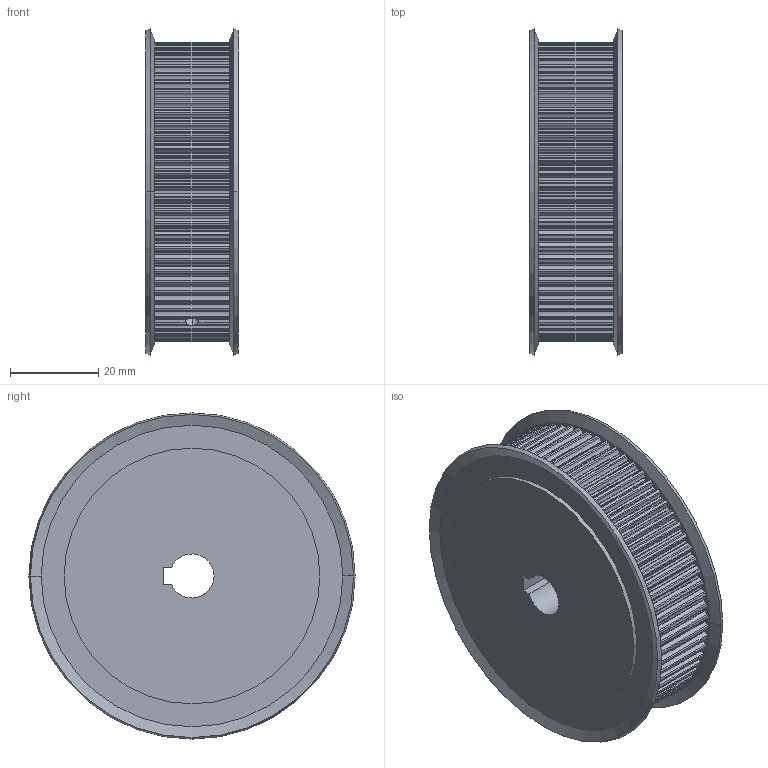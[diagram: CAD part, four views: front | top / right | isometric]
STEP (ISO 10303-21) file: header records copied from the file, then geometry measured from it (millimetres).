
FILE_DESCRIPTION( ( '' ), '1' );
FILE_NAME( 'htpa72s3m150_a_c10_2_03.stp', '2014-09-20T03:45:32', ( '' ), ( '' ), ' ', ' ', ' ' );
FILE_SCHEMA( ( 'CONFIG_CONTROL_DESIGN' ) );
Length unit declared in the file: millimetre
Products named in the file (3): 1; 2; 3
Bounding box: 21 x 74 x 74 mm (x, y, z)
Volume: 71411.8 mm3; surface area: 17282.9 mm2
Topology: 3 solids, 3 shells, 665 faces, 1941 edges, 1282 vertices
Faces by surface type: cylinder 604, plane 37, cone 24
Entity records: 23173 total; most frequent: DIRECTION 4447, CARTESIAN_POINT 4313, ORIENTED_EDGE 3874, EDGE_CURVE 1937, AXIS2_PLACEMENT_3D 1880, VERTEX_POINT 1282, CIRCLE 1212, LINE 687
